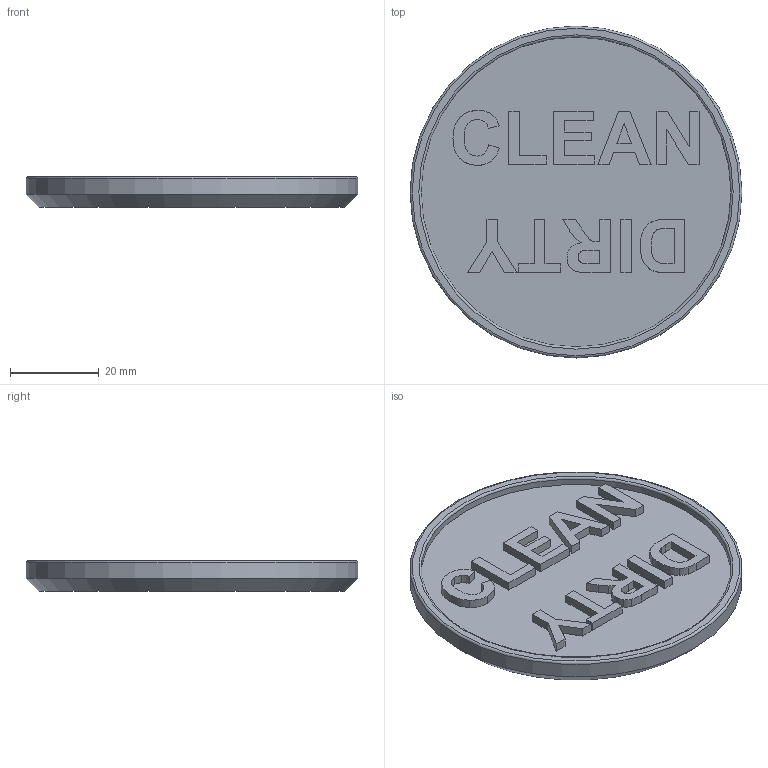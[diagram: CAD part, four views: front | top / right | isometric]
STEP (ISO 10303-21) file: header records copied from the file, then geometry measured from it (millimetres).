
FILE_DESCRIPTION(/* description */ (''),/* implementation_level */ '2;1');
FILE_NAME(/* name */ 'dishwasher-indicator.step',/* time_stamp */ '2024-06-01T20:41:20-04:00',/* author */ (''),/* organization */ (''),/* preprocessor_version */ 'ST-DEVELOPER v20',/* originating_system */ 'Autodesk Translation Framework v13.14.0.145',/* authorisation */ '');
FILE_SCHEMA (('AUTOMOTIVE_DESIGN { 1 0 10303 214 3 1 1 }'));
Length unit declared in the file: millimetre
Products named in the file (1): dishwasher-indicator
Bounding box: 75 x 75 x 7 mm (x, y, z)
Volume: 23182.5 mm3; surface area: 11573.9 mm2
Topology: 1 solids, 1 shells, 154 faces, 404 edges, 268 vertices
Faces by surface type: plane 97, bspline 48, cylinder 4, cone 3, torus 2
Full cylindrical faces by diameter (mm): 5.4 x2, 70 x1, 75 x1
Entity records: 5261 total; most frequent: CARTESIAN_POINT 1739, ORIENTED_EDGE 808, DIRECTION 538, EDGE_CURVE 404, LINE 292, VECTOR 292, VERTEX_POINT 268, EDGE_LOOP 170
